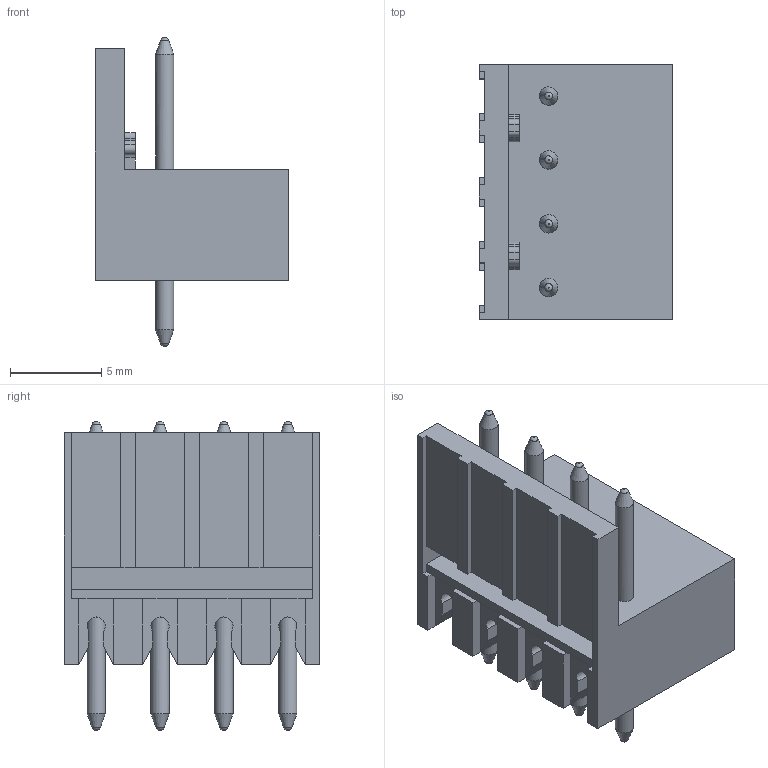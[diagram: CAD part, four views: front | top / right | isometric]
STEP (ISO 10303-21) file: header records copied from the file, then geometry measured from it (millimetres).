
FILE_DESCRIPTION(/* description */ ('Unknown'),/* implementation_level */ '2;1');
FILE_NAME(/* name */ 'MD022-35004_20230320',/* time_stamp */ '2023-03-21T09:41:12+08:00',/* author */ ('Unknown'),/* organization */ ('Unknown'),/* preprocessor_version */ 'ST-DEVELOPER v16.7',/* originating_system */ 'DEX',/* authorisation */ $);
FILE_SCHEMA (('AUTOMOTIVE_DESIGN {1 0 10303 214 3 1 1}'));
Length unit declared in the file: millimetre
Products named in the file (1): MD022-35004_20230321
Bounding box: 10.6 x 14 x 16.9 mm (x, y, z)
Volume: 595 mm3; surface area: 1262.1 mm2
Topology: 1 solids, 17 shells, 244 faces, 570 edges, 368 vertices
Faces by surface type: plane 168, cylinder 60, torus 8, cone 8
Full cylindrical faces by diameter (mm): 1 x8
Entity records: 6716 total; most frequent: DIRECTION 1172, CARTESIAN_POINT 1143, ORIENTED_EDGE 1076, EDGE_CURVE 538, LINE 394, VECTOR 394, AXIS2_PLACEMENT_3D 389, VERTEX_POINT 360
